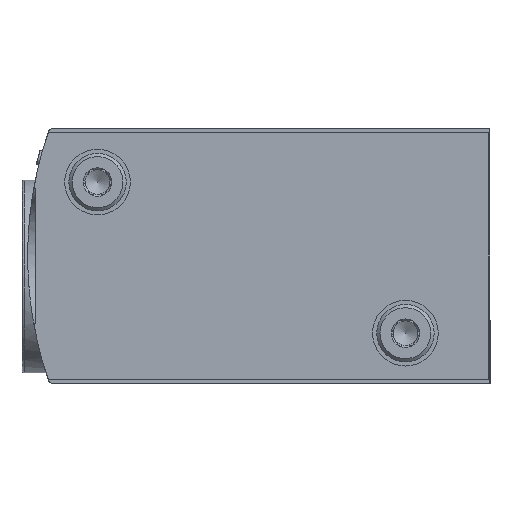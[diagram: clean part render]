
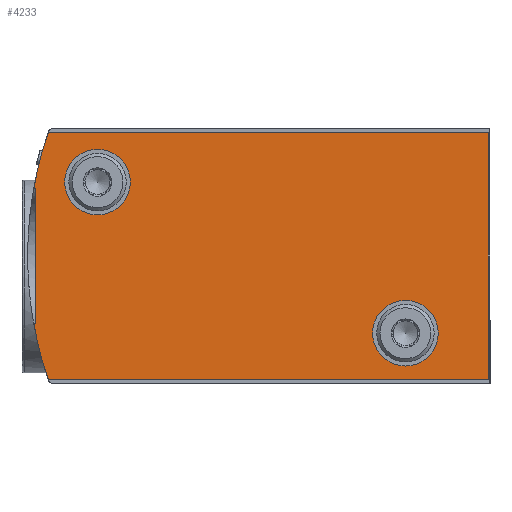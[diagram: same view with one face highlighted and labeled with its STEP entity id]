
A CAD part, left-side view. The second image highlights one B-rep face of the part: STEP entity #4233.
In plain terms, the highlighted planar face has unit normal (-1, 0, 0).
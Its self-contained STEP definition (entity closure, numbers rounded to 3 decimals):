
#504=LINE('',#7177,#867);
#505=LINE('',#7179,#868);
#506=LINE('',#7181,#869);
#507=LINE('',#7184,#870);
#508=LINE('',#7186,#871);
#509=LINE('',#7188,#872);
#867=VECTOR('',#5841,1000.);
#868=VECTOR('',#5842,1000.);
#869=VECTOR('',#5843,1000.);
#870=VECTOR('',#5846,1000.);
#871=VECTOR('',#5847,1000.);
#872=VECTOR('',#5848,1000.);
#1892=ORIENTED_EDGE('',*,*,#2557,.T.);
#1893=ORIENTED_EDGE('',*,*,#2558,.T.);
#1894=ORIENTED_EDGE('',*,*,#2559,.F.);
#1895=ORIENTED_EDGE('',*,*,#2560,.F.);
#1896=ORIENTED_EDGE('',*,*,#2561,.F.);
#1897=ORIENTED_EDGE('',*,*,#2554,.F.);
#1898=ORIENTED_EDGE('',*,*,#2562,.F.);
#1899=ORIENTED_EDGE('',*,*,#2563,.F.);
#1900=ORIENTED_EDGE('',*,*,#2564,.F.);
#1901=ORIENTED_EDGE('',*,*,#2565,.F.);
#1902=ORIENTED_EDGE('',*,*,#2566,.F.);
#1903=ORIENTED_EDGE('',*,*,#2550,.F.);
#2550=EDGE_CURVE('',#2980,#2982,#3196,.T.);
#2554=EDGE_CURVE('',#2985,#2986,#3198,.T.);
#2557=EDGE_CURVE('',#2988,#2988,#3199,.T.);
#2558=EDGE_CURVE('',#2989,#2989,#3200,.T.);
#2559=EDGE_CURVE('',#2990,#2980,#504,.T.);
#2560=EDGE_CURVE('',#2991,#2990,#505,.T.);
#2561=EDGE_CURVE('',#2986,#2991,#506,.T.);
#2562=EDGE_CURVE('',#2992,#2985,#3201,.T.);
#2563=EDGE_CURVE('',#2993,#2992,#507,.T.);
#2564=EDGE_CURVE('',#2994,#2993,#508,.T.);
#2565=EDGE_CURVE('',#2995,#2994,#509,.T.);
#2566=EDGE_CURVE('',#2982,#2995,#3202,.T.);
#2980=VERTEX_POINT('',#7148);
#2982=VERTEX_POINT('',#7151);
#2985=VERTEX_POINT('',#7157);
#2986=VERTEX_POINT('',#7159);
#2988=VERTEX_POINT('',#7174);
#2989=VERTEX_POINT('',#7176);
#2990=VERTEX_POINT('',#7178);
#2991=VERTEX_POINT('',#7180);
#2992=VERTEX_POINT('',#7183);
#2993=VERTEX_POINT('',#7185);
#2994=VERTEX_POINT('',#7187);
#2995=VERTEX_POINT('',#7189);
#3196=CIRCLE('',#4683,46.5);
#3198=CIRCLE('',#4685,46.5);
#3199=CIRCLE('',#4687,4.);
#3200=CIRCLE('',#4688,4.);
#3201=CIRCLE('',#4689,0.2);
#3202=CIRCLE('',#4690,0.2);
#3490=EDGE_LOOP('',(#1892));
#3491=EDGE_LOOP('',(#1893));
#3492=EDGE_LOOP('',(#1894,#1895,#1896,#1897,#1898,#1899,#1900,#1901,#1902,
#1903));
#3821=FACE_BOUND('',#3490,.T.);
#3822=FACE_BOUND('',#3491,.T.);
#3823=FACE_BOUND('',#3492,.T.);
#4007=PLANE('',#4686);
#4233=ADVANCED_FACE('',(#3821,#3822,#3823),#4007,.F.);
#4683=AXIS2_PLACEMENT_3D('',#7150,#5826,#5827);
#4685=AXIS2_PLACEMENT_3D('',#7158,#5832,#5833);
#4686=AXIS2_PLACEMENT_3D('',#7172,#5835,#5836);
#4687=AXIS2_PLACEMENT_3D('',#7173,#5837,#5838);
#4688=AXIS2_PLACEMENT_3D('',#7175,#5839,#5840);
#4689=AXIS2_PLACEMENT_3D('',#7182,#5844,#5845);
#4690=AXIS2_PLACEMENT_3D('',#7190,#5849,#5850);
#5826=DIRECTION('',(1.,0.,0.));
#5827=DIRECTION('',(0.,0.,-1.));
#5832=DIRECTION('',(1.,0.,0.));
#5833=DIRECTION('',(0.,0.,-1.));
#5835=DIRECTION('',(1.,0.,0.));
#5836=DIRECTION('',(0.,0.,-1.));
#5837=DIRECTION('',(1.,0.,0.));
#5838=DIRECTION('',(0.,0.,-1.));
#5839=DIRECTION('',(1.,0.,0.));
#5840=DIRECTION('',(0.,0.,-1.));
#5841=DIRECTION('',(0.,1.,0.));
#5842=DIRECTION('',(0.,0.,1.));
#5843=DIRECTION('',(0.,-1.,0.));
#5844=DIRECTION('',(1.,0.,0.));
#5845=DIRECTION('',(0.,0.,-1.));
#5846=DIRECTION('',(0.,1.,0.));
#5847=DIRECTION('',(0.,0.,-1.));
#5848=DIRECTION('',(0.,-1.,0.));
#5849=DIRECTION('',(1.,0.,0.));
#5850=DIRECTION('',(0.,0.,-1.));
#7148=CARTESIAN_POINT('',(0.,55.562,8.25));
#7150=CARTESIAN_POINT('',(0.,9.8,0.));
#7151=CARTESIAN_POINT('',(0.,53.86,14.864));
#7157=CARTESIAN_POINT('',(0.,53.86,-14.864));
#7158=CARTESIAN_POINT('',(0.,9.8,0.));
#7159=CARTESIAN_POINT('',(0.,55.562,-8.25));
#7172=CARTESIAN_POINT('',(0.,53.671,14.8));
#7173=CARTESIAN_POINT('',(0.,10.3,-9.4));
#7174=CARTESIAN_POINT('',(0.,10.3,-13.4));
#7175=CARTESIAN_POINT('',(0.,47.8,9.));
#7176=CARTESIAN_POINT('',(0.,47.8,5.));
#7177=CARTESIAN_POINT('',(0.,53.671,8.25));
#7178=CARTESIAN_POINT('',(0.,55.3,8.25));
#7179=CARTESIAN_POINT('',(0.,55.3,14.8));
#7180=CARTESIAN_POINT('',(0.,55.3,-8.25));
#7181=CARTESIAN_POINT('',(0.,53.671,-8.25));
#7182=CARTESIAN_POINT('',(0.,53.671,-14.8));
#7183=CARTESIAN_POINT('',(0.,53.671,-15.));
#7184=CARTESIAN_POINT('',(0.,0.2,-15.));
#7185=CARTESIAN_POINT('',(0.,0.2,-15.));
#7186=CARTESIAN_POINT('',(0.,0.2,15.));
#7187=CARTESIAN_POINT('',(0.,0.2,15.));
#7188=CARTESIAN_POINT('',(0.,53.671,15.));
#7189=CARTESIAN_POINT('',(0.,53.671,15.));
#7190=CARTESIAN_POINT('',(0.,53.671,14.8));
